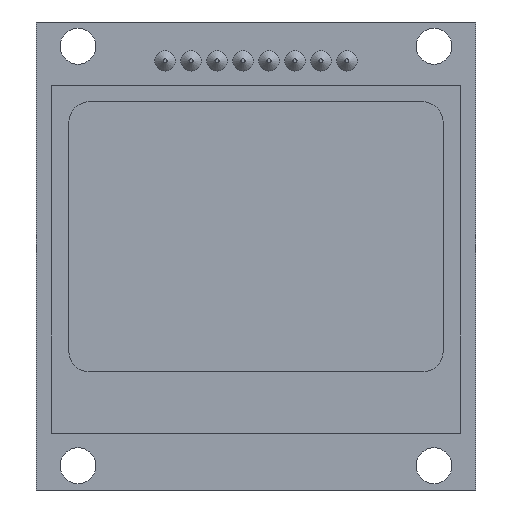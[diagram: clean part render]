
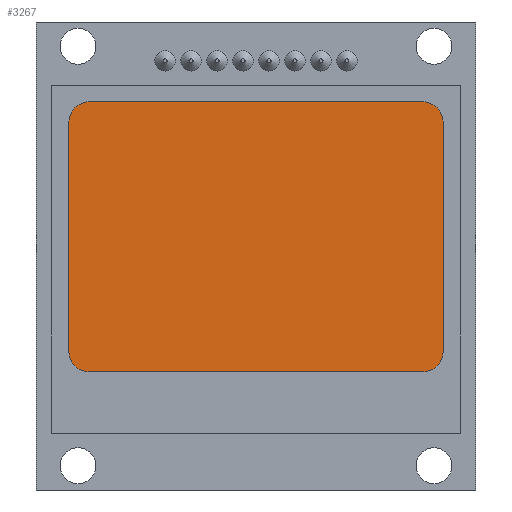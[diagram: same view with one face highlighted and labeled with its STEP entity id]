
A CAD part, front view. The second image highlights one B-rep face of the part: STEP entity #3267.
In plain terms, the highlighted planar face has unit normal (0, -1, 0).
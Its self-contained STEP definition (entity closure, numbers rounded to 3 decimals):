
#3076 = VERTEX_POINT('',#3077);
#3077 = CARTESIAN_POINT('',(-16.3,-72.8,8.075));
#3083 = EDGE_CURVE('',#3076,#3084,#3086,.T.);
#3084 = VERTEX_POINT('',#3085);
#3085 = CARTESIAN_POINT('',(16.3,-72.8,8.075));
#3086 = LINE('',#3087,#3088);
#3087 = CARTESIAN_POINT('',(-16.3,-72.8,8.075));
#3088 = VECTOR('',#3089,1.);
#3089 = DIRECTION('',(1.,0.,0.));
#3107 = EDGE_CURVE('',#3084,#3108,#3110,.T.);
#3108 = VERTEX_POINT('',#3109);
#3109 = CARTESIAN_POINT('',(18.3,-72.8,10.075));
#3110 = CIRCLE('',#3111,2.);
#3111 = AXIS2_PLACEMENT_3D('',#3112,#3113,#3114);
#3112 = CARTESIAN_POINT('',(16.3,-72.8,10.075));
#3113 = DIRECTION('',(0.,-1.,0.));
#3114 = DIRECTION('',(1.,0.,0.));
#3132 = EDGE_CURVE('',#3108,#3133,#3135,.T.);
#3133 = VERTEX_POINT('',#3134);
#3134 = CARTESIAN_POINT('',(18.3,-72.8,32.475));
#3135 = LINE('',#3136,#3137);
#3136 = CARTESIAN_POINT('',(18.3,-72.8,10.075));
#3137 = VECTOR('',#3138,1.);
#3138 = DIRECTION('',(0.,0.,1.));
#3156 = EDGE_CURVE('',#3133,#3157,#3159,.T.);
#3157 = VERTEX_POINT('',#3158);
#3158 = CARTESIAN_POINT('',(16.3,-72.8,34.475));
#3159 = CIRCLE('',#3160,2.);
#3160 = AXIS2_PLACEMENT_3D('',#3161,#3162,#3163);
#3161 = CARTESIAN_POINT('',(16.3,-72.8,32.475));
#3162 = DIRECTION('',(0.,-1.,0.));
#3163 = DIRECTION('',(1.,0.,0.));
#3181 = EDGE_CURVE('',#3157,#3182,#3184,.T.);
#3182 = VERTEX_POINT('',#3183);
#3183 = CARTESIAN_POINT('',(-16.3,-72.8,34.475));
#3184 = LINE('',#3185,#3186);
#3185 = CARTESIAN_POINT('',(16.3,-72.8,34.475));
#3186 = VECTOR('',#3187,1.);
#3187 = DIRECTION('',(-1.,0.,0.));
#3205 = EDGE_CURVE('',#3182,#3206,#3208,.T.);
#3206 = VERTEX_POINT('',#3207);
#3207 = CARTESIAN_POINT('',(-18.3,-72.8,32.475));
#3208 = CIRCLE('',#3209,2.);
#3209 = AXIS2_PLACEMENT_3D('',#3210,#3211,#3212);
#3210 = CARTESIAN_POINT('',(-16.3,-72.8,32.475));
#3211 = DIRECTION('',(0.,-1.,0.));
#3212 = DIRECTION('',(1.,0.,0.));
#3230 = EDGE_CURVE('',#3206,#3231,#3233,.T.);
#3231 = VERTEX_POINT('',#3232);
#3232 = CARTESIAN_POINT('',(-18.3,-72.8,10.075));
#3233 = LINE('',#3234,#3235);
#3234 = CARTESIAN_POINT('',(-18.3,-72.8,32.475));
#3235 = VECTOR('',#3236,1.);
#3236 = DIRECTION('',(0.,0.,-1.));
#3254 = EDGE_CURVE('',#3231,#3076,#3255,.T.);
#3255 = CIRCLE('',#3256,2.);
#3256 = AXIS2_PLACEMENT_3D('',#3257,#3258,#3259);
#3257 = CARTESIAN_POINT('',(-16.3,-72.8,10.075));
#3258 = DIRECTION('',(0.,-1.,0.));
#3259 = DIRECTION('',(1.,0.,0.));
#3267 = ADVANCED_FACE('',(#3268),#3278,.T.);
#3268 = FACE_BOUND('',#3269,.T.);
#3269 = EDGE_LOOP('',(#3270,#3271,#3272,#3273,#3274,#3275,#3276,#3277));
#3270 = ORIENTED_EDGE('',*,*,#3083,.T.);
#3271 = ORIENTED_EDGE('',*,*,#3107,.T.);
#3272 = ORIENTED_EDGE('',*,*,#3132,.T.);
#3273 = ORIENTED_EDGE('',*,*,#3156,.T.);
#3274 = ORIENTED_EDGE('',*,*,#3181,.T.);
#3275 = ORIENTED_EDGE('',*,*,#3205,.T.);
#3276 = ORIENTED_EDGE('',*,*,#3230,.T.);
#3277 = ORIENTED_EDGE('',*,*,#3254,.T.);
#3278 = PLANE('',#3279);
#3279 = AXIS2_PLACEMENT_3D('',#3280,#3281,#3282);
#3280 = CARTESIAN_POINT('',(0.,-72.8,21.275));
#3281 = DIRECTION('',(0.,-1.,0.));
#3282 = DIRECTION('',(0.,0.,-1.));
